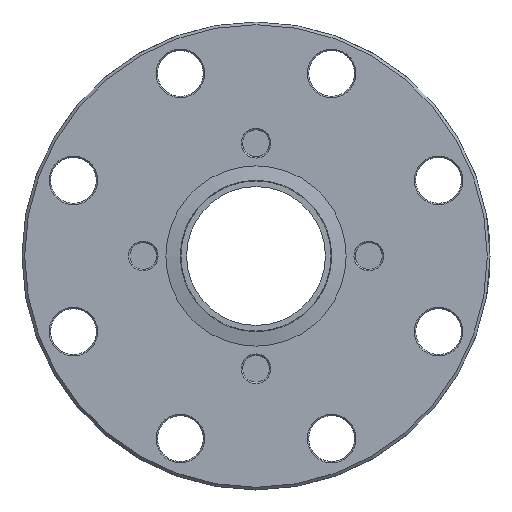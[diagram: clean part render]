
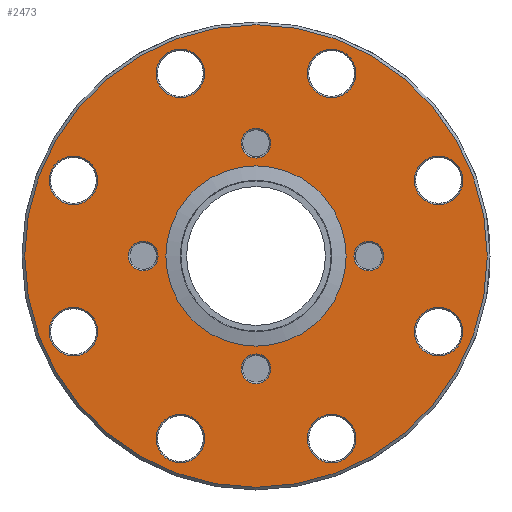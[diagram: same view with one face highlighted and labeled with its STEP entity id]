
A CAD part, front view. The second image highlights one B-rep face of the part: STEP entity #2473.
In plain terms, the highlighted planar face has unit normal (0, -1, 0).
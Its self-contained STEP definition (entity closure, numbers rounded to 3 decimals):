
#201=FACE_BOUND('',#431,.T.);
#202=FACE_BOUND('',#432,.T.);
#203=FACE_BOUND('',#433,.T.);
#204=FACE_BOUND('',#434,.T.);
#205=FACE_BOUND('',#435,.T.);
#206=FACE_BOUND('',#436,.T.);
#207=FACE_BOUND('',#437,.T.);
#208=FACE_BOUND('',#438,.T.);
#209=FACE_BOUND('',#439,.T.);
#210=FACE_BOUND('',#440,.T.);
#211=FACE_BOUND('',#441,.T.);
#212=FACE_BOUND('',#442,.T.);
#213=FACE_BOUND('',#443,.T.);
#231=PLANE('',#2646);
#283=FACE_OUTER_BOUND('',#430,.T.);
#430=EDGE_LOOP('',(#1676));
#431=EDGE_LOOP('',(#1677));
#432=EDGE_LOOP('',(#1678));
#433=EDGE_LOOP('',(#1679));
#434=EDGE_LOOP('',(#1680));
#435=EDGE_LOOP('',(#1681));
#436=EDGE_LOOP('',(#1682));
#437=EDGE_LOOP('',(#1683));
#438=EDGE_LOOP('',(#1684));
#439=EDGE_LOOP('',(#1685));
#440=EDGE_LOOP('',(#1686));
#441=EDGE_LOOP('',(#1687));
#442=EDGE_LOOP('',(#1688));
#443=EDGE_LOOP('',(#1689));
#914=CIRCLE('',#2643,2.709);
#917=CIRCLE('',#2647,42.35);
#918=CIRCLE('',#2648,2.709);
#919=CIRCLE('',#2649,2.709);
#920=CIRCLE('',#2650,4.45);
#921=CIRCLE('',#2651,4.45);
#922=CIRCLE('',#2652,4.45);
#923=CIRCLE('',#2653,4.45);
#924=CIRCLE('',#2654,16.51);
#925=CIRCLE('',#2655,4.45);
#926=CIRCLE('',#2656,4.45);
#927=CIRCLE('',#2657,4.45);
#928=CIRCLE('',#2658,4.45);
#929=CIRCLE('',#2659,2.709);
#1030=VERTEX_POINT('',#3541);
#1033=VERTEX_POINT('',#3549);
#1034=VERTEX_POINT('',#3551);
#1035=VERTEX_POINT('',#3553);
#1036=VERTEX_POINT('',#3555);
#1037=VERTEX_POINT('',#3557);
#1038=VERTEX_POINT('',#3559);
#1039=VERTEX_POINT('',#3561);
#1040=VERTEX_POINT('',#3563);
#1041=VERTEX_POINT('',#3565);
#1042=VERTEX_POINT('',#3567);
#1043=VERTEX_POINT('',#3569);
#1044=VERTEX_POINT('',#3571);
#1045=VERTEX_POINT('',#3573);
#1284=EDGE_CURVE('',#1030,#1030,#914,.T.);
#1288=EDGE_CURVE('',#1033,#1033,#917,.T.);
#1289=EDGE_CURVE('',#1034,#1034,#918,.T.);
#1290=EDGE_CURVE('',#1035,#1035,#919,.T.);
#1291=EDGE_CURVE('',#1036,#1036,#920,.T.);
#1292=EDGE_CURVE('',#1037,#1037,#921,.T.);
#1293=EDGE_CURVE('',#1038,#1038,#922,.T.);
#1294=EDGE_CURVE('',#1039,#1039,#923,.T.);
#1295=EDGE_CURVE('',#1040,#1040,#924,.T.);
#1296=EDGE_CURVE('',#1041,#1041,#925,.T.);
#1297=EDGE_CURVE('',#1042,#1042,#926,.T.);
#1298=EDGE_CURVE('',#1043,#1043,#927,.T.);
#1299=EDGE_CURVE('',#1044,#1044,#928,.T.);
#1300=EDGE_CURVE('',#1045,#1045,#929,.T.);
#1676=ORIENTED_EDGE('',*,*,#1288,.F.);
#1677=ORIENTED_EDGE('',*,*,#1289,.F.);
#1678=ORIENTED_EDGE('',*,*,#1290,.F.);
#1679=ORIENTED_EDGE('',*,*,#1291,.F.);
#1680=ORIENTED_EDGE('',*,*,#1292,.F.);
#1681=ORIENTED_EDGE('',*,*,#1293,.F.);
#1682=ORIENTED_EDGE('',*,*,#1294,.F.);
#1683=ORIENTED_EDGE('',*,*,#1295,.T.);
#1684=ORIENTED_EDGE('',*,*,#1296,.F.);
#1685=ORIENTED_EDGE('',*,*,#1297,.F.);
#1686=ORIENTED_EDGE('',*,*,#1298,.F.);
#1687=ORIENTED_EDGE('',*,*,#1299,.F.);
#1688=ORIENTED_EDGE('',*,*,#1300,.F.);
#1689=ORIENTED_EDGE('',*,*,#1284,.F.);
#2473=ADVANCED_FACE('',(#283,#201,#202,#203,#204,#205,#206,#207,#208,#209,
#210,#211,#212,#213),#231,.T.);
#2643=AXIS2_PLACEMENT_3D('',#3542,#2893,#2894);
#2646=AXIS2_PLACEMENT_3D('',#3548,#2900,#2901);
#2647=AXIS2_PLACEMENT_3D('',#3550,#2902,#2903);
#2648=AXIS2_PLACEMENT_3D('',#3552,#2904,#2905);
#2649=AXIS2_PLACEMENT_3D('',#3554,#2906,#2907);
#2650=AXIS2_PLACEMENT_3D('',#3556,#2908,#2909);
#2651=AXIS2_PLACEMENT_3D('',#3558,#2910,#2911);
#2652=AXIS2_PLACEMENT_3D('',#3560,#2912,#2913);
#2653=AXIS2_PLACEMENT_3D('',#3562,#2914,#2915);
#2654=AXIS2_PLACEMENT_3D('',#3564,#2916,#2917);
#2655=AXIS2_PLACEMENT_3D('',#3566,#2918,#2919);
#2656=AXIS2_PLACEMENT_3D('',#3568,#2920,#2921);
#2657=AXIS2_PLACEMENT_3D('',#3570,#2922,#2923);
#2658=AXIS2_PLACEMENT_3D('',#3572,#2924,#2925);
#2659=AXIS2_PLACEMENT_3D('',#3574,#2926,#2927);
#2893=DIRECTION('center_axis',(0.,-1.,0.));
#2894=DIRECTION('ref_axis',(0.,0.,-1.));
#2900=DIRECTION('center_axis',(0.,-1.,0.));
#2901=DIRECTION('ref_axis',(0.,0.,-1.));
#2902=DIRECTION('center_axis',(0.,1.,0.));
#2903=DIRECTION('ref_axis',(1.,0.,0.));
#2904=DIRECTION('center_axis',(0.,-1.,0.));
#2905=DIRECTION('ref_axis',(1.,0.,0.));
#2906=DIRECTION('center_axis',(0.,-1.,0.));
#2907=DIRECTION('ref_axis',(-1.,0.,0.));
#2908=DIRECTION('center_axis',(0.,-1.,0.));
#2909=DIRECTION('ref_axis',(0.707,0.,0.707));
#2910=DIRECTION('center_axis',(0.,-1.,0.));
#2911=DIRECTION('ref_axis',(-0.707,0.,0.707));
#2912=DIRECTION('center_axis',(0.,-1.,0.));
#2913=DIRECTION('ref_axis',(-0.707,0.,-0.707));
#2914=DIRECTION('center_axis',(0.,-1.,0.));
#2915=DIRECTION('ref_axis',(0.707,0.,-0.707));
#2916=DIRECTION('center_axis',(0.,1.,0.));
#2917=DIRECTION('ref_axis',(1.,0.,0.));
#2918=DIRECTION('center_axis',(0.,-1.,0.));
#2919=DIRECTION('ref_axis',(1.,0.,0.));
#2920=DIRECTION('center_axis',(0.,-1.,0.));
#2921=DIRECTION('ref_axis',(0.,0.,-1.));
#2922=DIRECTION('center_axis',(0.,-1.,0.));
#2923=DIRECTION('ref_axis',(-1.,0.,0.));
#2924=DIRECTION('center_axis',(0.,-1.,0.));
#2925=DIRECTION('ref_axis',(0.,0.,1.));
#2926=DIRECTION('center_axis',(0.,-1.,0.));
#2927=DIRECTION('ref_axis',(0.,0.,1.));
#3541=CARTESIAN_POINT('',(0.,0.,-17.942));
#3542=CARTESIAN_POINT('Origin',(0.,0.,-20.65));
#3548=CARTESIAN_POINT('Origin',(-42.85,0.,0.));
#3549=CARTESIAN_POINT('',(-42.35,0.,0.));
#3550=CARTESIAN_POINT('Origin',(0.,0.,0.));
#3551=CARTESIAN_POINT('',(17.942,0.,0.));
#3552=CARTESIAN_POINT('Origin',(20.65,0.,0.));
#3553=CARTESIAN_POINT('',(-17.942,0.,0.));
#3554=CARTESIAN_POINT('Origin',(-20.65,0.,0.));
#3555=CARTESIAN_POINT('',(30.293,0.,10.705));
#3556=CARTESIAN_POINT('Origin',(33.44,0.,13.851));
#3557=CARTESIAN_POINT('',(-10.705,0.,30.293));
#3558=CARTESIAN_POINT('Origin',(-13.851,0.,33.44));
#3559=CARTESIAN_POINT('',(-30.293,0.,-10.705));
#3560=CARTESIAN_POINT('Origin',(-33.44,0.,-13.851));
#3561=CARTESIAN_POINT('',(10.705,0.,-30.293));
#3562=CARTESIAN_POINT('Origin',(13.851,0.,-33.44));
#3563=CARTESIAN_POINT('',(16.51,0.,0.));
#3564=CARTESIAN_POINT('Origin',(0.,0.,0.));
#3565=CARTESIAN_POINT('',(28.99,0.,-13.851));
#3566=CARTESIAN_POINT('Origin',(33.44,0.,-13.851));
#3567=CARTESIAN_POINT('',(-13.851,0.,-28.99));
#3568=CARTESIAN_POINT('Origin',(-13.851,0.,-33.44));
#3569=CARTESIAN_POINT('',(-28.99,0.,13.851));
#3570=CARTESIAN_POINT('Origin',(-33.44,0.,13.851));
#3571=CARTESIAN_POINT('',(13.851,0.,28.99));
#3572=CARTESIAN_POINT('Origin',(13.851,0.,33.44));
#3573=CARTESIAN_POINT('',(0.,0.,17.942));
#3574=CARTESIAN_POINT('Origin',(0.,0.,20.65));
